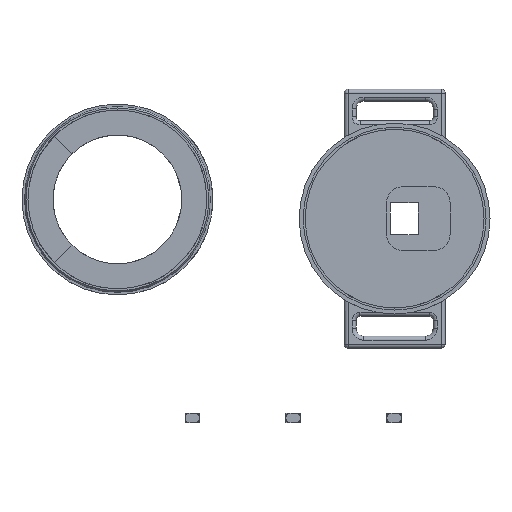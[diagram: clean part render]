
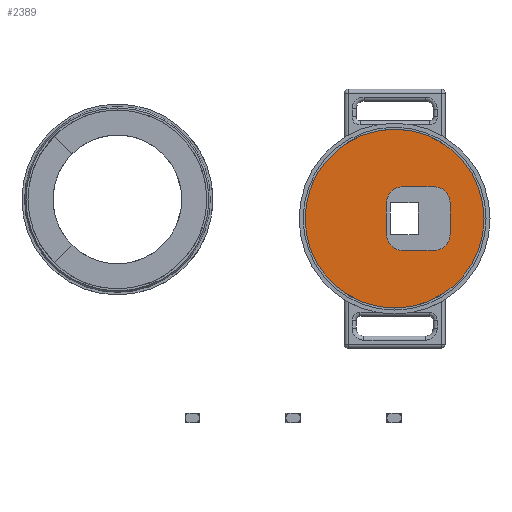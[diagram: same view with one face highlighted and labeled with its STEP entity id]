
A CAD part, top view. The second image highlights one B-rep face of the part: STEP entity #2389.
In plain terms, the highlighted planar face has unit normal (0, 0, 1).
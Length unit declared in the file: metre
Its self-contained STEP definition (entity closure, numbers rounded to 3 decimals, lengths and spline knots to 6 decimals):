
#229=CIRCLE('',#2703,0.0225);
#230=CIRCLE('',#2705,0.004);
#231=CIRCLE('',#2706,0.004);
#232=CIRCLE('',#2707,0.004);
#233=CIRCLE('',#2708,0.004);
#893=ORIENTED_EDGE('',*,*,#1266,.F.);
#894=ORIENTED_EDGE('',*,*,#1267,.T.);
#895=ORIENTED_EDGE('',*,*,#1268,.T.);
#896=ORIENTED_EDGE('',*,*,#1269,.T.);
#897=ORIENTED_EDGE('',*,*,#1270,.T.);
#898=ORIENTED_EDGE('',*,*,#1271,.T.);
#899=ORIENTED_EDGE('',*,*,#1272,.F.);
#900=ORIENTED_EDGE('',*,*,#1273,.T.);
#901=ORIENTED_EDGE('',*,*,#1265,.F.);
#1265=EDGE_CURVE('',#1496,#1496,#229,.T.);
#1266=EDGE_CURVE('',#1497,#1498,#1671,.T.);
#1267=EDGE_CURVE('',#1497,#1499,#230,.T.);
#1268=EDGE_CURVE('',#1499,#1500,#1672,.T.);
#1269=EDGE_CURVE('',#1500,#1501,#231,.T.);
#1270=EDGE_CURVE('',#1501,#1502,#1673,.T.);
#1271=EDGE_CURVE('',#1502,#1503,#232,.T.);
#1272=EDGE_CURVE('',#1504,#1503,#1674,.T.);
#1273=EDGE_CURVE('',#1504,#1498,#233,.T.);
#1496=VERTEX_POINT('',#4221);
#1497=VERTEX_POINT('',#4224);
#1498=VERTEX_POINT('',#4225);
#1499=VERTEX_POINT('',#4227);
#1500=VERTEX_POINT('',#4229);
#1501=VERTEX_POINT('',#4231);
#1502=VERTEX_POINT('',#4233);
#1503=VERTEX_POINT('',#4235);
#1504=VERTEX_POINT('',#4237);
#1671=LINE('',#4223,#1853);
#1672=LINE('',#4228,#1854);
#1673=LINE('',#4232,#1855);
#1674=LINE('',#4236,#1856);
#1853=VECTOR('',#3375,1.);
#1854=VECTOR('',#3378,1.);
#1855=VECTOR('',#3381,1.);
#1856=VECTOR('',#3384,1.);
#2018=EDGE_LOOP('',(#893,#894,#895,#896,#897,#898,#899,#900));
#2019=EDGE_LOOP('',(#901));
#2183=FACE_BOUND('',#2018,.T.);
#2184=FACE_BOUND('',#2019,.T.);
#2256=PLANE('',#2704);
#2389=ADVANCED_FACE('',(#2183,#2184),#2256,.F.);
#2703=AXIS2_PLACEMENT_3D('',#4220,#3371,#3372);
#2704=AXIS2_PLACEMENT_3D('',#4222,#3373,#3374);
#2705=AXIS2_PLACEMENT_3D('',#4226,#3376,#3377);
#2706=AXIS2_PLACEMENT_3D('',#4230,#3379,#3380);
#2707=AXIS2_PLACEMENT_3D('',#4234,#3382,#3383);
#2708=AXIS2_PLACEMENT_3D('',#4238,#3385,#3386);
#3371=DIRECTION('',(0.,0.,-1.));
#3372=DIRECTION('',(-1.,0.,0.));
#3373=DIRECTION('',(0.,0.,-1.));
#3374=DIRECTION('',(-1.,0.,0.));
#3375=DIRECTION('',(-1.,0.,0.));
#3376=DIRECTION('',(0.,0.,-1.));
#3377=DIRECTION('',(-1.,0.,0.));
#3378=DIRECTION('',(0.,-1.,0.));
#3379=DIRECTION('',(0.,0.,-1.));
#3380=DIRECTION('',(-1.,0.,0.));
#3381=DIRECTION('',(-1.,0.,0.));
#3382=DIRECTION('',(0.,0.,-1.));
#3383=DIRECTION('',(-1.,0.,0.));
#3384=DIRECTION('',(0.,-1.,0.));
#3385=DIRECTION('',(0.,0.,-1.));
#3386=DIRECTION('',(-1.,0.,0.));
#4220=CARTESIAN_POINT('',(0.,0.,0.0015));
#4221=CARTESIAN_POINT('',(-0.0225,0.,0.0015));
#4222=CARTESIAN_POINT('',(0.,0.01125,0.0015));
#4223=CARTESIAN_POINT('',(0.005958,0.008,0.0015));
#4224=CARTESIAN_POINT('',(0.009953,0.008,0.0015));
#4225=CARTESIAN_POINT('',(0.001963,0.008,0.0015));
#4226=CARTESIAN_POINT('',(0.009953,0.004,0.0015));
#4227=CARTESIAN_POINT('',(0.013953,0.004,0.0015));
#4228=CARTESIAN_POINT('',(0.013953,-0.004,0.0015));
#4229=CARTESIAN_POINT('',(0.013953,-0.004,0.0015));
#4230=CARTESIAN_POINT('',(0.009953,-0.004,0.0015));
#4231=CARTESIAN_POINT('',(0.009953,-0.008,0.0015));
#4232=CARTESIAN_POINT('',(0.005958,-0.008,0.0015));
#4233=CARTESIAN_POINT('',(0.001963,-0.008,0.0015));
#4234=CARTESIAN_POINT('',(0.001963,-0.004,0.0015));
#4235=CARTESIAN_POINT('',(-0.002037,-0.004,0.0015));
#4236=CARTESIAN_POINT('',(-0.002037,0.004,0.0015));
#4237=CARTESIAN_POINT('',(-0.002037,0.004,0.0015));
#4238=CARTESIAN_POINT('',(0.001963,0.004,0.0015));
